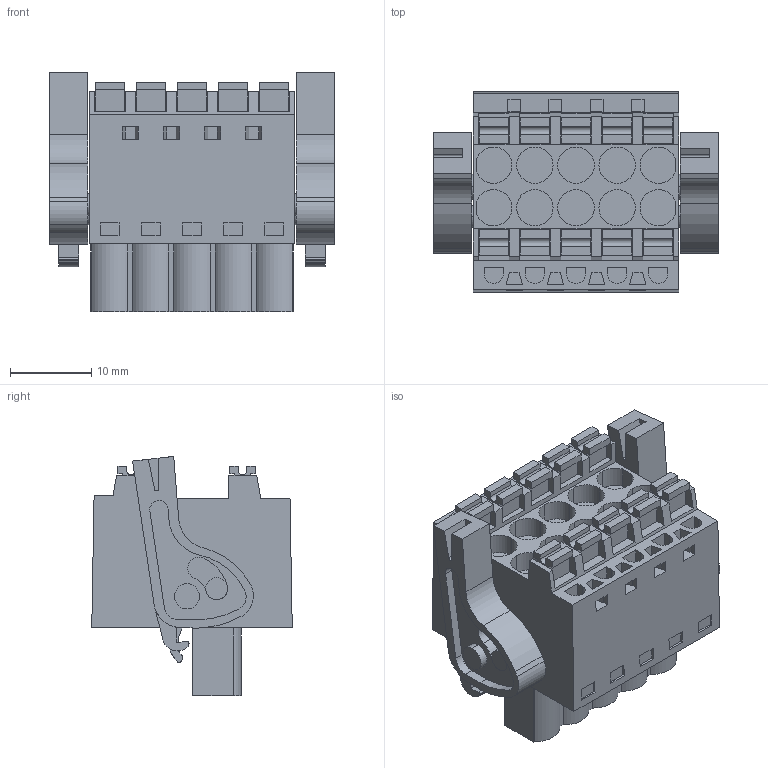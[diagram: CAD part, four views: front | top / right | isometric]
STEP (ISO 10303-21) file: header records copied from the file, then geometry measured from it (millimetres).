
FILE_DESCRIPTION(('CATIA V5 STEP Exchange','CAx-IF Rec.Pracs.--- Model Styling and Organization---1.2---2011-12-15'),'2;1');
FILE_NAME ('D1446233_0_1001040000_1001040000.stp','2017-09-09T12:34:33+00:00',('none'),('Weidmueller'),'CATIA Version 5-6 Release 2014','CATIA V5 STEP AP214','none');
FILE_SCHEMA(('AUTOMOTIVE_DESIGN { 1 0 10303 214 1 1 1 1 }'));
Length unit declared in the file: millimetre
Products named in the file (1): 1001040000
Bounding box: 35.1 x 24.75 x 29.52 mm (x, y, z)
Volume: 11873.7 mm3; surface area: 7069 mm2
Topology: 13 solids, 13 shells, 663 faces, 1828 edges, 1242 vertices
Faces by surface type: plane 521, cylinder 132, extrusion 10
Entity records: 19429 total; most frequent: ORIENTED_EDGE 3656, CARTESIAN_POINT 3630, DIRECTION 2507, EDGE_CURVE 1828, VECTOR 1537, LINE 1527, VERTEX_POINT 1242, EDGE_LOOP 738
